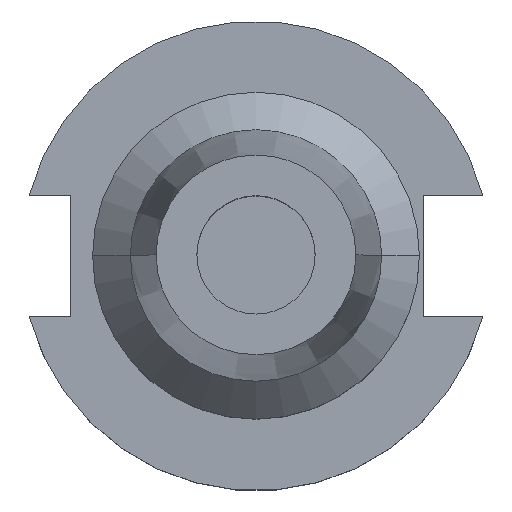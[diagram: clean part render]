
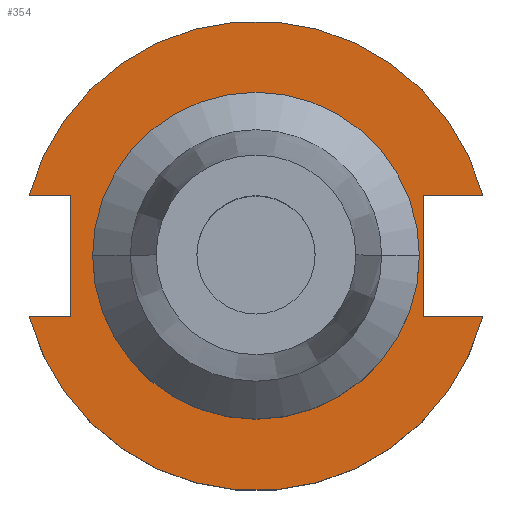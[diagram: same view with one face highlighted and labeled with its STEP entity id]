
A CAD part, top view. The second image highlights one B-rep face of the part: STEP entity #354.
In plain terms, the highlighted planar face has unit normal (0, 0, 1).
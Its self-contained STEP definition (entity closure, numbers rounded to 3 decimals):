
#8 = EDGE_CURVE ( 'NONE', #628, #1037, #592, .T. ) ;
#17 = CARTESIAN_POINT ( 'NONE',  ( 0., 0., 19.05 ) ) ;
#55 = AXIS2_PLACEMENT_3D ( 'NONE', #249, #606, #918 ) ;
#62 = AXIS2_PLACEMENT_3D ( 'NONE', #17, #151, #91 ) ;
#72 = VECTOR ( 'NONE', #734, 1000. ) ;
#91 = DIRECTION ( 'NONE',  ( 1., 0., 0. ) ) ;
#96 = AXIS2_PLACEMENT_3D ( 'NONE', #712, #664, #654 ) ;
#143 = CARTESIAN_POINT ( 'NONE',  ( -25.091, 8.191, 19.05 ) ) ;
#151 = DIRECTION ( 'NONE',  ( 0., 0., 1. ) ) ;
#160 = DIRECTION ( 'NONE',  ( 0., 0., 1. ) ) ;
#176 = CARTESIAN_POINT ( 'NONE',  ( -25.091, 8.191, 19.05 ) ) ;
#215 = CARTESIAN_POINT ( 'NONE',  ( 22.606, 8.191, 19.05 ) ) ;
#249 = CARTESIAN_POINT ( 'NONE',  ( 0., 0., 19.05 ) ) ;
#281 = CIRCLE ( 'NONE', #55, 22.1 ) ;
#354 = ADVANCED_FACE ( 'NONE', ( #923, #1500 ), #1329, .F. ) ;
#391 = LINE ( 'NONE', #1287, #1027 ) ;
#414 = ORIENTED_EDGE ( 'NONE', *, *, #1193, .F. ) ;
#416 = DIRECTION ( 'NONE',  ( 1., 0., 0. ) ) ;
#419 = VERTEX_POINT ( 'NONE', #176 ) ;
#444 = ORIENTED_EDGE ( 'NONE', *, *, #1215, .F. ) ;
#447 = CARTESIAN_POINT ( 'NONE',  ( -61.091, -8.191, 19.05 ) ) ;
#453 = DIRECTION ( 'NONE',  ( 1., 0., 0. ) ) ;
#477 = VERTEX_POINT ( 'NONE', #487 ) ;
#487 = CARTESIAN_POINT ( 'NONE',  ( 22.606, -8.191, 19.05 ) ) ;
#536 = LINE ( 'NONE', #143, #72 ) ;
#541 = ORIENTED_EDGE ( 'NONE', *, *, #1216, .T. ) ;
#549 = AXIS2_PLACEMENT_3D ( 'NONE', #742, #1081, #1317 ) ;
#572 = VECTOR ( 'NONE', #416, 1000. ) ;
#582 = CARTESIAN_POINT ( 'NONE',  ( 0., 8.191, 19.05 ) ) ;
#592 = CIRCLE ( 'NONE', #815, 22.1 ) ;
#602 = ORIENTED_EDGE ( 'NONE', *, *, #8, .F. ) ;
#606 = DIRECTION ( 'NONE',  ( 0., 0., 1. ) ) ;
#628 = VERTEX_POINT ( 'NONE', #884 ) ;
#629 = ORIENTED_EDGE ( 'NONE', *, *, #1213, .T. ) ;
#637 = VERTEX_POINT ( 'NONE', #683 ) ;
#638 = CARTESIAN_POINT ( 'NONE',  ( -30.675, -8.191, 19.05 ) ) ;
#654 = DIRECTION ( 'NONE',  ( 1., 0., 0. ) ) ;
#664 = DIRECTION ( 'NONE',  ( 0., 0., 1. ) ) ;
#673 = VECTOR ( 'NONE', #1628, 1000. ) ;
#683 = CARTESIAN_POINT ( 'NONE',  ( 30.675, -8.191, 19.05 ) ) ;
#709 = LINE ( 'NONE', #1333, #1300 ) ;
#712 = CARTESIAN_POINT ( 'NONE',  ( 0., 0., 19.05 ) ) ;
#715 = ORIENTED_EDGE ( 'NONE', *, *, #1133, .T. ) ;
#732 = CIRCLE ( 'NONE', #96, 31.75 ) ;
#734 = DIRECTION ( 'NONE',  ( 0., -1., 0. ) ) ;
#737 = VERTEX_POINT ( 'NONE', #638 ) ;
#741 = ORIENTED_EDGE ( 'NONE', *, *, #1224, .F. ) ;
#742 = CARTESIAN_POINT ( 'NONE',  ( 0., 22.1, 19.05 ) ) ;
#794 = LINE ( 'NONE', #447, #1627 ) ;
#815 = AXIS2_PLACEMENT_3D ( 'NONE', #990, #160, #453 ) ;
#884 = CARTESIAN_POINT ( 'NONE',  ( 22.1, 0., 19.05 ) ) ;
#886 = VERTEX_POINT ( 'NONE', #1123 ) ;
#918 = DIRECTION ( 'NONE',  ( 1., 0., 0. ) ) ;
#923 = FACE_BOUND ( 'NONE', #1514, .T. ) ;
#968 = CARTESIAN_POINT ( 'NONE',  ( -30.675, 8.191, 19.05 ) ) ;
#984 = CIRCLE ( 'NONE', #62, 31.75 ) ;
#990 = CARTESIAN_POINT ( 'NONE',  ( 0., 0., 19.05 ) ) ;
#1015 = VERTEX_POINT ( 'NONE', #215 ) ;
#1027 = VECTOR ( 'NONE', #1611, 1000. ) ;
#1037 = VERTEX_POINT ( 'NONE', #1640 ) ;
#1040 = DIRECTION ( 'NONE',  ( 1., 0., 0. ) ) ;
#1080 = EDGE_CURVE ( 'NONE', #737, #637, #732, .T. ) ;
#1081 = DIRECTION ( 'NONE',  ( 0., 0., -1. ) ) ;
#1123 = CARTESIAN_POINT ( 'NONE',  ( -25.091, -8.191, 19.05 ) ) ;
#1133 = EDGE_CURVE ( 'NONE', #1206, #419, #1507, .T. ) ;
#1163 = EDGE_CURVE ( 'NONE', #419, #886, #536, .T. ) ;
#1193 = EDGE_CURVE ( 'NONE', #737, #886, #794, .T. ) ;
#1198 = EDGE_CURVE ( 'NONE', #477, #637, #391, .T. ) ;
#1206 = VERTEX_POINT ( 'NONE', #968 ) ;
#1213 = EDGE_CURVE ( 'NONE', #477, #1015, #709, .T. ) ;
#1215 = EDGE_CURVE ( 'NONE', #1583, #1015, #1595, .T. ) ;
#1216 = EDGE_CURVE ( 'NONE', #1583, #1206, #984, .T. ) ;
#1224 = EDGE_CURVE ( 'NONE', #1037, #628, #281, .T. ) ;
#1240 = ORIENTED_EDGE ( 'NONE', *, *, #1080, .T. ) ;
#1264 = CARTESIAN_POINT ( 'NONE',  ( -61.091, 8.191, 19.05 ) ) ;
#1287 = CARTESIAN_POINT ( 'NONE',  ( 0., -8.191, 19.05 ) ) ;
#1288 = CARTESIAN_POINT ( 'NONE',  ( 30.675, 8.191, 19.05 ) ) ;
#1300 = VECTOR ( 'NONE', #1316, 1000. ) ;
#1316 = DIRECTION ( 'NONE',  ( 0., 1., 0. ) ) ;
#1317 = DIRECTION ( 'NONE',  ( -1., 0., 0. ) ) ;
#1329 = PLANE ( 'NONE',  #549 ) ;
#1333 = CARTESIAN_POINT ( 'NONE',  ( 22.606, 22.1, 19.05 ) ) ;
#1362 = ORIENTED_EDGE ( 'NONE', *, *, #1198, .F. ) ;
#1395 = ORIENTED_EDGE ( 'NONE', *, *, #1163, .T. ) ;
#1500 = FACE_OUTER_BOUND ( 'NONE', #1584, .T. ) ;
#1507 = LINE ( 'NONE', #1264, #572 ) ;
#1514 = EDGE_LOOP ( 'NONE', ( #602, #741 ) ) ;
#1583 = VERTEX_POINT ( 'NONE', #1288 ) ;
#1584 = EDGE_LOOP ( 'NONE', ( #1395, #414, #1240, #1362, #629, #444, #541, #715 ) ) ;
#1595 = LINE ( 'NONE', #582, #673 ) ;
#1611 = DIRECTION ( 'NONE',  ( 1., 0., 0. ) ) ;
#1627 = VECTOR ( 'NONE', #1040, 1000. ) ;
#1628 = DIRECTION ( 'NONE',  ( -1., 0., 0. ) ) ;
#1640 = CARTESIAN_POINT ( 'NONE',  ( -22.1, 0., 19.05 ) ) ;
